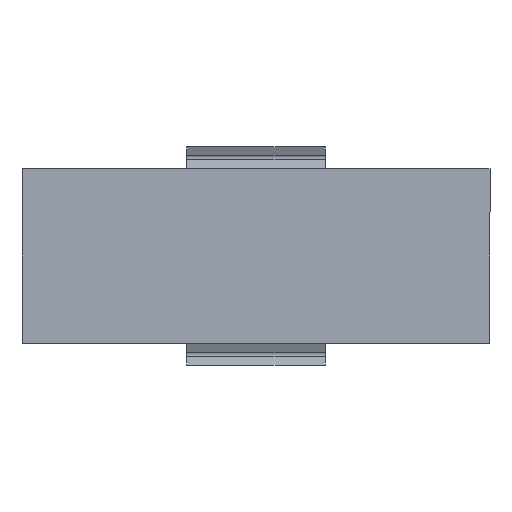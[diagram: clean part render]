
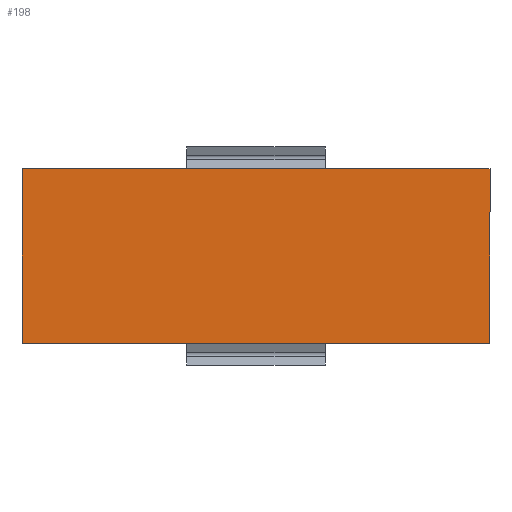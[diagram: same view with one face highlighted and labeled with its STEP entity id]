
A CAD part, front view. The second image highlights one B-rep face of the part: STEP entity #198.
In plain terms, the highlighted planar face has unit normal (0, -1, 0).
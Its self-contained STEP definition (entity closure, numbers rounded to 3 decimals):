
#5 = DIRECTION ( 'NONE',  ( 1., 0., 0. ) ) ;
#7 = CARTESIAN_POINT ( 'NONE',  ( 1.519, 0.002, -15.74 ) ) ;
#17 = DIRECTION ( 'NONE',  ( 0., 0., 1. ) ) ;
#21 = CARTESIAN_POINT ( 'NONE',  ( -4.736, 0.002, 4.672 ) ) ;
#30 = DIRECTION ( 'NONE',  ( -1., 0., 0. ) ) ;
#40 = CARTESIAN_POINT ( 'NONE',  ( 1.519, 0.002, -19.476 ) ) ;
#76 = VERTEX_POINT ( 'NONE', #1129 ) ;
#91 = VERTEX_POINT ( 'NONE', #1146 ) ;
#176 = VECTOR ( 'NONE', #398, 1000. ) ;
#184 = LINE ( 'NONE', #402, #176 ) ;
#198 = ADVANCED_FACE ( 'NONE', ( #321 ), #1096, .F. ) ;
#265 = CARTESIAN_POINT ( 'NONE',  ( -4.736, 0.002, -19.476 ) ) ;
#321 = FACE_OUTER_BOUND ( 'NONE', #343, .T. ) ;
#343 = EDGE_LOOP ( 'NONE', ( #797, #1149, #780, #986 ) ) ;
#377 = VERTEX_POINT ( 'NONE', #494 ) ;
#398 = DIRECTION ( 'NONE',  ( 0., 0., -1. ) ) ;
#402 = CARTESIAN_POINT ( 'NONE',  ( 5.264, 0.002, 4.672 ) ) ;
#494 = CARTESIAN_POINT ( 'NONE',  ( 5.264, 0.002, -15.74 ) ) ;
#595 = VECTOR ( 'NONE', #30, 1000. ) ;
#780 = ORIENTED_EDGE ( 'NONE', *, *, #974, .F. ) ;
#797 = ORIENTED_EDGE ( 'NONE', *, *, #1003, .F. ) ;
#848 = VECTOR ( 'NONE', #17, 1000. ) ;
#856 = LINE ( 'NONE', #21, #848 ) ;
#867 = AXIS2_PLACEMENT_3D ( 'NONE', #1077, #1076, #1075 ) ;
#873 = LINE ( 'NONE', #40, #595 ) ;
#974 = EDGE_CURVE ( 'NONE', #76, #1157, #873, .T. ) ;
#986 = ORIENTED_EDGE ( 'NONE', *, *, #1009, .F. ) ;
#994 = EDGE_CURVE ( 'NONE', #1157, #91, #856, .T. ) ;
#1003 = EDGE_CURVE ( 'NONE', #91, #377, #1152, .T. ) ;
#1009 = EDGE_CURVE ( 'NONE', #377, #76, #184, .T. ) ;
#1075 = DIRECTION ( 'NONE',  ( -1., 0., 0. ) ) ;
#1076 = DIRECTION ( 'NONE',  ( 0., 1., 0. ) ) ;
#1077 = CARTESIAN_POINT ( 'NONE',  ( 1.519, 0.002, 4.672 ) ) ;
#1096 = PLANE ( 'NONE',  #867 ) ;
#1108 = VECTOR ( 'NONE', #5, 1000. ) ;
#1129 = CARTESIAN_POINT ( 'NONE',  ( 5.264, 0.002, -19.476 ) ) ;
#1146 = CARTESIAN_POINT ( 'NONE',  ( -4.736, 0.002, -15.74 ) ) ;
#1149 = ORIENTED_EDGE ( 'NONE', *, *, #994, .F. ) ;
#1152 = LINE ( 'NONE', #7, #1108 ) ;
#1157 = VERTEX_POINT ( 'NONE', #265 ) ;
